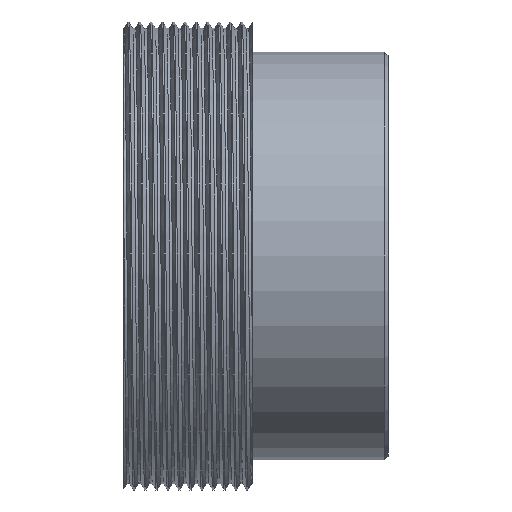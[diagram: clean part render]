
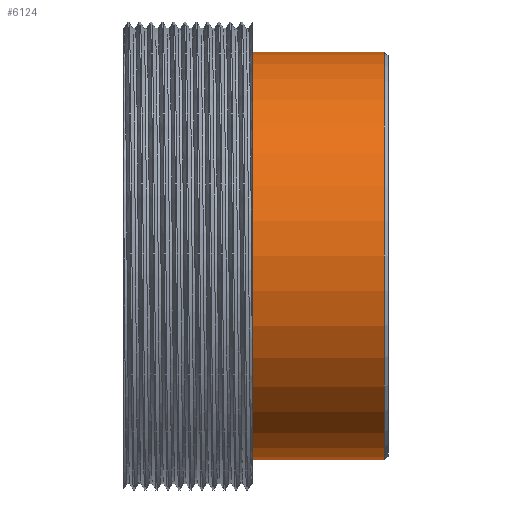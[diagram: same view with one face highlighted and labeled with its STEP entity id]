
A CAD part, front view. The second image highlights one B-rep face of the part: STEP entity #6124.
In plain terms, the highlighted cylindrical face has radius 27 mm (diameter 54 mm), a partial arc.
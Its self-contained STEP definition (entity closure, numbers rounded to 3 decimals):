
#87 = DIRECTION ( 'NONE',  ( -1., 0., 0. ) ) ;
#104 = EDGE_CURVE ( 'NONE', #692, #1251, #4346, .T. ) ;
#692 = VERTEX_POINT ( 'NONE', #5655 ) ;
#881 = VERTEX_POINT ( 'NONE', #3271 ) ;
#996 = ORIENTED_EDGE ( 'NONE', *, *, #3930, .T. ) ;
#1251 = VERTEX_POINT ( 'NONE', #3805 ) ;
#1413 = AXIS2_PLACEMENT_3D ( 'NONE', #5229, #87, #2156 ) ;
#1543 = LINE ( 'NONE', #3113, #4743 ) ;
#1868 = AXIS2_PLACEMENT_3D ( 'NONE', #2434, #3970, #3453 ) ;
#1890 = FACE_OUTER_BOUND ( 'NONE', #6208, .T. ) ;
#2094 = CARTESIAN_POINT ( 'NONE',  ( -36.703, 0., -27. ) ) ;
#2152 = CIRCLE ( 'NONE', #5699, 27. ) ;
#2156 = DIRECTION ( 'NONE',  ( 0., 0., 1. ) ) ;
#2307 = CARTESIAN_POINT ( 'NONE',  ( 27., 0., 0. ) ) ;
#2434 = CARTESIAN_POINT ( 'NONE',  ( -36.703, 0., 0. ) ) ;
#3113 = CARTESIAN_POINT ( 'NONE',  ( -36.703, 0., 27. ) ) ;
#3271 = CARTESIAN_POINT ( 'NONE',  ( 27., 0., 27. ) ) ;
#3453 = DIRECTION ( 'NONE',  ( 0., 0., 1. ) ) ;
#3659 = LINE ( 'NONE', #2094, #5392 ) ;
#3667 = ORIENTED_EDGE ( 'NONE', *, *, #3807, .T. ) ;
#3749 = EDGE_CURVE ( 'NONE', #4915, #692, #3659, .T. ) ;
#3805 = CARTESIAN_POINT ( 'NONE',  ( 9.5, 0., 27. ) ) ;
#3807 = EDGE_CURVE ( 'NONE', #881, #1251, #1543, .T. ) ;
#3930 = EDGE_CURVE ( 'NONE', #4915, #881, #2152, .T. ) ;
#3970 = DIRECTION ( 'NONE',  ( -1., 0., 0. ) ) ;
#3999 = CARTESIAN_POINT ( 'NONE',  ( 27., 0., -27. ) ) ;
#4171 = DIRECTION ( 'NONE',  ( -1., 0., 0. ) ) ;
#4346 = CIRCLE ( 'NONE', #1413, 27. ) ;
#4504 = CYLINDRICAL_SURFACE ( 'NONE', #1868, 27. ) ;
#4743 = VECTOR ( 'NONE', #6237, 1000. ) ;
#4802 = DIRECTION ( 'NONE',  ( -1., 0., 0. ) ) ;
#4834 = DIRECTION ( 'NONE',  ( 0., 0., -1. ) ) ;
#4915 = VERTEX_POINT ( 'NONE', #3999 ) ;
#5229 = CARTESIAN_POINT ( 'NONE',  ( 9.5, 0., 0. ) ) ;
#5392 = VECTOR ( 'NONE', #4171, 1000. ) ;
#5514 = ORIENTED_EDGE ( 'NONE', *, *, #104, .F. ) ;
#5655 = CARTESIAN_POINT ( 'NONE',  ( 9.5, 0., -27. ) ) ;
#5699 = AXIS2_PLACEMENT_3D ( 'NONE', #2307, #4802, #4834 ) ;
#6124 = ADVANCED_FACE ( 'NONE', ( #1890 ), #4504, .T. ) ;
#6208 = EDGE_LOOP ( 'NONE', ( #6215, #996, #3667, #5514 ) ) ;
#6215 = ORIENTED_EDGE ( 'NONE', *, *, #3749, .F. ) ;
#6237 = DIRECTION ( 'NONE',  ( -1., 0., 0. ) ) ;
